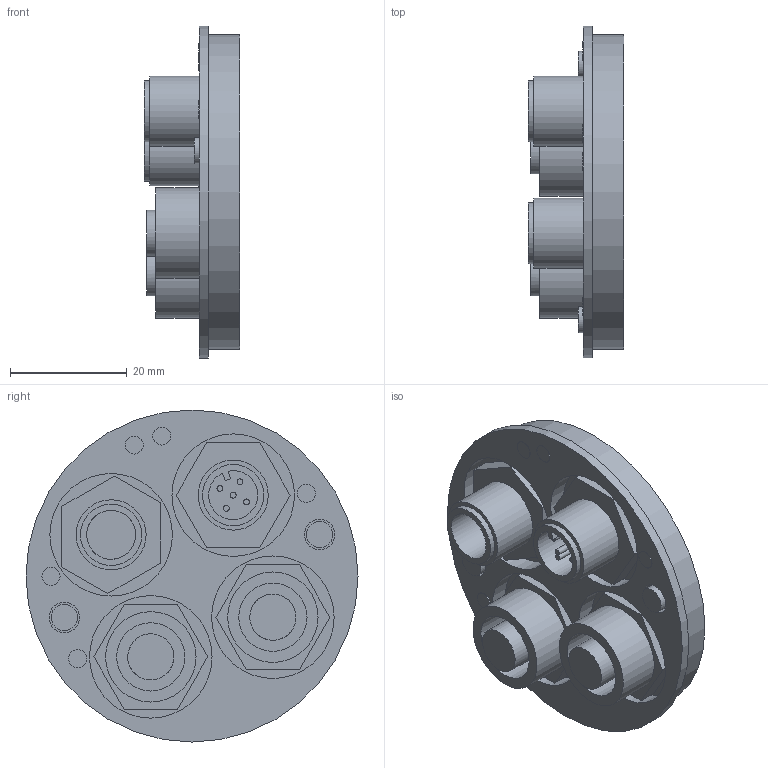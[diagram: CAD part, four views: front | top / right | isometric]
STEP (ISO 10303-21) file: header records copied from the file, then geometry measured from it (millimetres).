
FILE_DESCRIPTION(/* description */ ('Unknown'),/* implementation_level */ '2;1');
FILE_NAME(/* name */ 'MAC00-BX.stp',/* time_stamp */ '2021-09-28T10:23:01+02:00',/* author */ ('krpil'),/* organization */ ('Unknown'),/* preprocessor_version */ 'ST-DEVELOPER v16.1',/* originating_system */ 'Autodesk Inventor 2016',/* authorisation */ ' ');
FILE_SCHEMA (('AUTOMOTIVE_DESIGN { 1 0 10303 214 3 1 1 }'));
Length unit declared in the file: millimetre
Products named in the file (3): MAC00 BX; M12 male; MAC00-BX
Assembly tree (2 placements, depth 2):
  MAC00-BX
    MAC00 BX
    M12 male
Bounding box: 16.45 x 56.9 x 56.9 mm (x, y, z)
Volume: 18414 mm3; surface area: 11678.6 mm2
Topology: 2 solids, 2 shells, 97 faces, 187 edges, 128 vertices
Faces by surface type: plane 65, cylinder 32
Full cylindrical faces by diameter (mm): 1 x5, 3.1 x5, 4.5 x2, 5.2 x2, 7.9 x2, 8.4 x1, 10.5 x2, 11.7 x2, 12 x2, 15.5 x2, 21 x4, 53.9 x1, 56.9 x1
Entity records: 2422 total; most frequent: DIRECTION 414, CARTESIAN_POINT 366, ORIENTED_EDGE 292, AXIS2_PLACEMENT_3D 166, EDGE_LOOP 162, EDGE_CURVE 146, VERTEX_POINT 118, STYLED_ITEM 98
